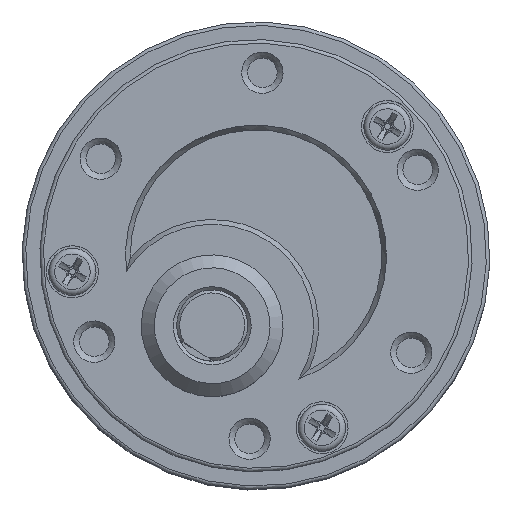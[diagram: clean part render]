
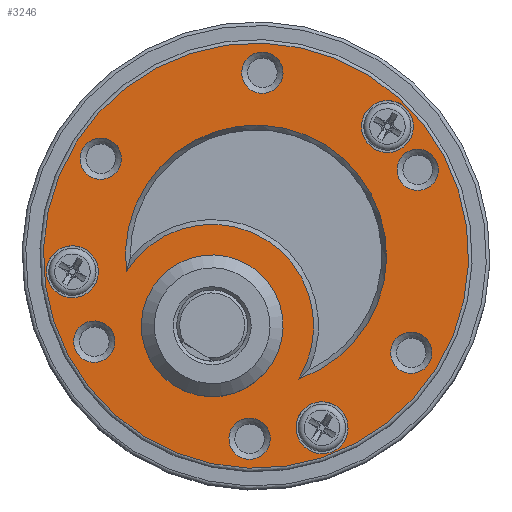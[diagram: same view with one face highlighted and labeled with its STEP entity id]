
A CAD part, top view. The second image highlights one B-rep face of the part: STEP entity #3246.
In plain terms, the highlighted planar face has unit normal (0, 0, 1).
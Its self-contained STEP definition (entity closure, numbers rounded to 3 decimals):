
#3246=ADVANCED_FACE('',(#4667,#4668,#4669,#4670,#4671,#4672,#4673,#4674,
#4675,#4676,#4677,#4678),#4066,.T.);
#4066=PLANE('',#13556);
#4667=FACE_BOUND('',#5125,.T.);
#4668=FACE_BOUND('',#5126,.T.);
#4669=FACE_BOUND('',#5127,.T.);
#4670=FACE_BOUND('',#5128,.T.);
#4671=FACE_BOUND('',#5129,.T.);
#4672=FACE_BOUND('',#5130,.T.);
#4673=FACE_BOUND('',#5131,.T.);
#4674=FACE_BOUND('',#5132,.T.);
#4675=FACE_BOUND('',#5133,.T.);
#4676=FACE_BOUND('',#5134,.T.);
#4677=FACE_BOUND('',#5135,.T.);
#4678=FACE_BOUND('',#5136,.T.);
#5125=EDGE_LOOP('',(#6476));
#5126=EDGE_LOOP('',(#6477));
#5127=EDGE_LOOP('',(#6478));
#5128=EDGE_LOOP('',(#6479));
#5129=EDGE_LOOP('',(#6480));
#5130=EDGE_LOOP('',(#6481));
#5131=EDGE_LOOP('',(#6482));
#5132=EDGE_LOOP('',(#6483));
#5133=EDGE_LOOP('',(#6484));
#5134=EDGE_LOOP('',(#6485));
#5135=EDGE_LOOP('',(#6486));
#5136=EDGE_LOOP('',(#6487,#6488));
#6476=ORIENTED_EDGE('',*,*,#11033,.T.);
#6477=ORIENTED_EDGE('',*,*,#11034,.T.);
#6478=ORIENTED_EDGE('',*,*,#11035,.T.);
#6479=ORIENTED_EDGE('',*,*,#11036,.F.);
#6480=ORIENTED_EDGE('',*,*,#11037,.T.);
#6481=ORIENTED_EDGE('',*,*,#11038,.T.);
#6482=ORIENTED_EDGE('',*,*,#11039,.T.);
#6483=ORIENTED_EDGE('',*,*,#11040,.T.);
#6484=ORIENTED_EDGE('',*,*,#11041,.T.);
#6485=ORIENTED_EDGE('',*,*,#11042,.T.);
#6486=ORIENTED_EDGE('',*,*,#11043,.T.);
#6487=ORIENTED_EDGE('',*,*,#11044,.T.);
#6488=ORIENTED_EDGE('',*,*,#11045,.T.);
#9786=VERTEX_POINT('',#19608);
#9787=VERTEX_POINT('',#19610);
#9788=VERTEX_POINT('',#19612);
#9789=VERTEX_POINT('',#19614);
#9790=VERTEX_POINT('',#19616);
#9791=VERTEX_POINT('',#19618);
#9792=VERTEX_POINT('',#19620);
#9793=VERTEX_POINT('',#19622);
#9794=VERTEX_POINT('',#19624);
#9795=VERTEX_POINT('',#19626);
#9796=VERTEX_POINT('',#19628);
#9797=VERTEX_POINT('',#19630);
#9798=VERTEX_POINT('',#19631);
#11033=EDGE_CURVE('',#9786,#9786,#12673,.T.);
#11034=EDGE_CURVE('',#9787,#9787,#12674,.T.);
#11035=EDGE_CURVE('',#9788,#9788,#12675,.T.);
#11036=EDGE_CURVE('',#9789,#9789,#12676,.T.);
#11037=EDGE_CURVE('',#9790,#9790,#12677,.T.);
#11038=EDGE_CURVE('',#9791,#9791,#12678,.T.);
#11039=EDGE_CURVE('',#9792,#9792,#12679,.T.);
#11040=EDGE_CURVE('',#9793,#9793,#12680,.T.);
#11041=EDGE_CURVE('',#9794,#9794,#12681,.T.);
#11042=EDGE_CURVE('',#9795,#9795,#12682,.T.);
#11043=EDGE_CURVE('',#9796,#9796,#12683,.T.);
#11044=EDGE_CURVE('',#9797,#9798,#12684,.T.);
#11045=EDGE_CURVE('',#9798,#9797,#12685,.T.);
#12673=CIRCLE('',#13543,1.75);
#12674=CIRCLE('',#13544,1.75);
#12675=CIRCLE('',#13545,1.75);
#12676=CIRCLE('',#13546,6.);
#12677=CIRCLE('',#13547,1.75);
#12678=CIRCLE('',#13548,1.75);
#12679=CIRCLE('',#13549,1.75);
#12680=CIRCLE('',#13550,18.);
#12681=CIRCLE('',#13551,2.2);
#12682=CIRCLE('',#13552,2.2);
#12683=CIRCLE('',#13553,2.2);
#12684=CIRCLE('',#13554,8.596);
#12685=CIRCLE('',#13555,11.054);
#13543=AXIS2_PLACEMENT_3D('',#19607,#15376,#15377);
#13544=AXIS2_PLACEMENT_3D('',#19609,#15378,#15379);
#13545=AXIS2_PLACEMENT_3D('',#19611,#15380,#15381);
#13546=AXIS2_PLACEMENT_3D('',#19613,#15382,#15383);
#13547=AXIS2_PLACEMENT_3D('',#19615,#15384,#15385);
#13548=AXIS2_PLACEMENT_3D('',#19617,#15386,#15387);
#13549=AXIS2_PLACEMENT_3D('',#19619,#15388,#15389);
#13550=AXIS2_PLACEMENT_3D('',#19621,#15390,#15391);
#13551=AXIS2_PLACEMENT_3D('',#19623,#15392,#15393);
#13552=AXIS2_PLACEMENT_3D('',#19625,#15394,#15395);
#13553=AXIS2_PLACEMENT_3D('',#19627,#15396,#15397);
#13554=AXIS2_PLACEMENT_3D('',#19629,#15398,#15399);
#13555=AXIS2_PLACEMENT_3D('',#19632,#15400,#15401);
#13556=AXIS2_PLACEMENT_3D('',#19633,#15402,#15403);
#15376=DIRECTION('',(0.,0.,-1.));
#15377=DIRECTION('',(-0.53,-0.848,0.));
#15378=DIRECTION('',(0.,0.,-1.));
#15379=DIRECTION('',(-0.53,-0.848,0.));
#15380=DIRECTION('',(0.,0.,-1.));
#15381=DIRECTION('',(-0.53,-0.848,0.));
#15382=DIRECTION('',(0.,0.,1.));
#15383=DIRECTION('',(-0.53,-0.848,0.));
#15384=DIRECTION('',(0.,0.,-1.));
#15385=DIRECTION('',(-0.53,-0.848,0.));
#15386=DIRECTION('',(0.,0.,-1.));
#15387=DIRECTION('',(-0.53,-0.848,0.));
#15388=DIRECTION('',(0.,0.,-1.));
#15389=DIRECTION('',(-0.53,-0.848,0.));
#15390=DIRECTION('',(0.,0.,1.));
#15391=DIRECTION('',(-0.53,-0.848,0.));
#15392=DIRECTION('',(0.,0.,-1.));
#15393=DIRECTION('',(0.53,0.848,0.));
#15394=DIRECTION('',(0.,0.,-1.));
#15395=DIRECTION('',(0.53,0.848,0.));
#15396=DIRECTION('',(0.,0.,-1.));
#15397=DIRECTION('',(0.53,0.848,0.));
#15398=DIRECTION('',(0.,0.,1.));
#15399=DIRECTION('',(-0.53,-0.848,0.));
#15400=DIRECTION('',(0.,0.,-1.));
#15401=DIRECTION('',(-0.53,-0.848,0.));
#15402=DIRECTION('',(0.,0.,1.));
#15403=DIRECTION('',(-0.53,-0.848,0.));
#19607=CARTESIAN_POINT('',(13.686,7.277,60.4));
#19608=CARTESIAN_POINT('',(12.758,5.793,60.4));
#19609=CARTESIAN_POINT('',(-0.541,-15.491,60.4));
#19610=CARTESIAN_POINT('',(-1.468,-16.975,60.4));
#19611=CARTESIAN_POINT('',(-13.145,8.214,60.4));
#19612=CARTESIAN_POINT('',(-14.072,6.73,60.4));
#19613=CARTESIAN_POINT('',(-3.709,-5.936,60.4));
#19614=CARTESIAN_POINT('',(-6.889,-11.025,60.4));
#19615=CARTESIAN_POINT('',(13.145,-8.214,60.4));
#19616=CARTESIAN_POINT('',(12.217,-9.698,60.4));
#19617=CARTESIAN_POINT('',(0.541,15.491,60.4));
#19618=CARTESIAN_POINT('',(-0.386,14.006,60.4));
#19619=CARTESIAN_POINT('',(-13.686,-7.277,60.4));
#19620=CARTESIAN_POINT('',(-14.613,-8.761,60.4));
#19621=CARTESIAN_POINT('',(0.,0.,
60.4));
#19622=CARTESIAN_POINT('',(-9.539,-15.265,60.4));
#19623=CARTESIAN_POINT('',(11.127,10.934,60.4));
#19624=CARTESIAN_POINT('',(12.293,12.8,60.4));
#19625=CARTESIAN_POINT('',(-15.541,-1.36,60.4));
#19626=CARTESIAN_POINT('',(-14.375,0.506,60.4));
#19627=CARTESIAN_POINT('',(5.591,-14.564,60.4));
#19628=CARTESIAN_POINT('',(6.756,-12.698,60.4));
#19629=CARTESIAN_POINT('',(-3.709,-5.936,60.4));
#19630=CARTESIAN_POINT('',(3.606,-10.449,60.4));
#19631=CARTESIAN_POINT('',(-10.973,-1.339,60.4));
#19632=CARTESIAN_POINT('',(0.,0.,
60.4));
#19633=CARTESIAN_POINT('',(0.,0.,
60.4));
